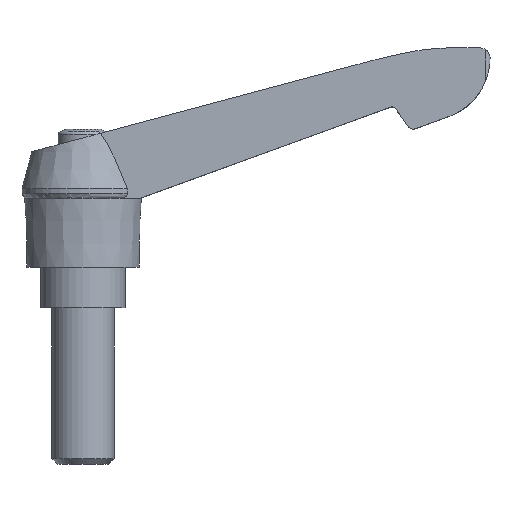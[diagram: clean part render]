
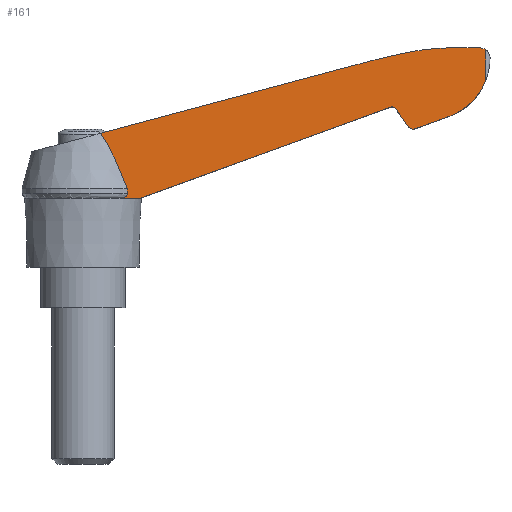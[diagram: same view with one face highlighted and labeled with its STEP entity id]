
A CAD part, top view. The second image highlights one B-rep face of the part: STEP entity #161.
In plain terms, the highlighted planar face has unit normal (0.034, 0, 0.999).
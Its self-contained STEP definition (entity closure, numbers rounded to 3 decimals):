
#161 = ADVANCED_FACE( '', ( #373 ), #374, .F. );
#373 = FACE_OUTER_BOUND( '', #639, .T. );
#374 = PLANE( '', #640 );
#639 = EDGE_LOOP( '', ( #1030, #1031, #1032, #1033, #1034, #1035, #1036, #1037, #1038, #1039, #1040, #1041, #1042, #1043, #1044, #1045 ) );
#640 = AXIS2_PLACEMENT_3D( '', #1046, #1047, #1048 );
#1030 = ORIENTED_EDGE( '', *, *, #1610, .F. );
#1031 = ORIENTED_EDGE( '', *, *, #1704, .T. );
#1032 = ORIENTED_EDGE( '', *, *, #1705, .F. );
#1033 = ORIENTED_EDGE( '', *, *, #1706, .F. );
#1034 = ORIENTED_EDGE( '', *, *, #1707, .T. );
#1035 = ORIENTED_EDGE( '', *, *, #1708, .F. );
#1036 = ORIENTED_EDGE( '', *, *, #1695, .F. );
#1037 = ORIENTED_EDGE( '', *, *, #1709, .F. );
#1038 = ORIENTED_EDGE( '', *, *, #1710, .F. );
#1039 = ORIENTED_EDGE( '', *, *, #1606, .F. );
#1040 = ORIENTED_EDGE( '', *, *, #1711, .F. );
#1041 = ORIENTED_EDGE( '', *, *, #1712, .F. );
#1042 = ORIENTED_EDGE( '', *, *, #1681, .F. );
#1043 = ORIENTED_EDGE( '', *, *, #1713, .F. );
#1044 = ORIENTED_EDGE( '', *, *, #1714, .F. );
#1045 = ORIENTED_EDGE( '', *, *, #1715, .F. );
#1046 = CARTESIAN_POINT( '', ( 0., 46.5, 6.943 ) );
#1047 = DIRECTION( '', ( -0.034, 0., -0.999 ) );
#1048 = DIRECTION( '', ( -0.999, 0., 0.034 ) );
#1606 = EDGE_CURVE( '', #1924, #1927, #1928, .T. );
#1610 = EDGE_CURVE( '', #1932, #1934, #1935, .T. );
#1681 = EDGE_CURVE( '', #2054, #2049, #2056, .T. );
#1695 = EDGE_CURVE( '', #2078, #2073, #2080, .T. );
#1704 = EDGE_CURVE( '', #1932, #2091, #2092, .T. );
#1705 = EDGE_CURVE( '', #2093, #2091, #2094, .T. );
#1706 = EDGE_CURVE( '', #2095, #2093, #2096, .T. );
#1707 = EDGE_CURVE( '', #2095, #2097, #2098, .T. );
#1708 = EDGE_CURVE( '', #2073, #2097, #2099, .T. );
#1709 = EDGE_CURVE( '', #2100, #2078, #2101, .T. );
#1710 = EDGE_CURVE( '', #1927, #2100, #2102, .T. );
#1711 = EDGE_CURVE( '', #2103, #1924, #2104, .T. );
#1712 = EDGE_CURVE( '', #2049, #2103, #2105, .T. );
#1713 = EDGE_CURVE( '', #2106, #2054, #2107, .T. );
#1714 = EDGE_CURVE( '', #2108, #2106, #2109, .T. );
#1715 = EDGE_CURVE( '', #1934, #2108, #2110, .T. );
#1924 = VERTEX_POINT( '', #2381 );
#1927 = VERTEX_POINT( '', #2393 );
#1928 = LINE( '', #2394, #2395 );
#1932 = VERTEX_POINT( '', #2422 );
#1934 = VERTEX_POINT( '', #2424 );
#1935 = LINE( '', #2425, #2426 );
#2049 = VERTEX_POINT( '', #2571 );
#2054 = VERTEX_POINT( '', #2577 );
#2056 = ELLIPSE( '', #2580, 35.02, 35. );
#2073 = VERTEX_POINT( '', #2602 );
#2078 = VERTEX_POINT( '', #2608 );
#2080 = ELLIPSE( '', #2611, 1.001, 1. );
#2091 = VERTEX_POINT( '', #2634 );
#2092 = B_SPLINE_CURVE_WITH_KNOTS( '', 3, ( #2635, #2636, #2637, #2638, #2639, #2640 ), .UNSPECIFIED., .F., .F., ( 4, 2, 4 ), ( 0., 0.001, 0.001 ), .UNSPECIFIED. );
#2093 = VERTEX_POINT( '', #2641 );
#2094 = LINE( '', #2642, #2643 );
#2095 = VERTEX_POINT( '', #2644 );
#2096 = LINE( '', #2645, #2646 );
#2097 = VERTEX_POINT( '', #2647 );
#2098 = ELLIPSE( '', #2648, 0.7, 0.7 );
#2099 = LINE( '', #2649, #2650 );
#2100 = VERTEX_POINT( '', #2651 );
#2101 = LINE( '', #2652, #2653 );
#2102 = ELLIPSE( '', #2654, 10.006, 10. );
#2103 = VERTEX_POINT( '', #2655 );
#2104 = ELLIPSE( '', #2656, 1.601, 1.6 );
#2105 = ELLIPSE( '', #2657, 35.02, 35. );
#2106 = VERTEX_POINT( '', #2658 );
#2107 = ELLIPSE( '', #2659, 141.08, 141. );
#2108 = VERTEX_POINT( '', #2660 );
#2109 = LINE( '', #2661, #2662 );
#2110 = B_SPLINE_CURVE_WITH_KNOTS( '', 3, ( #2663, #2664, #2665, #2666, #2667, #2668, #2669, #2670, #2671, #2672, #2673, #2674 ), .UNSPECIFIED., .F., .F., ( 4, 2, 2, 2, 2, 4 ), ( 0., 0.002, 0.005, 0.007, 0.009, 0.01 ), .UNSPECIFIED. );
#2381 = CARTESIAN_POINT( '', ( 64.324, 41.207, 4.773 ) );
#2393 = CARTESIAN_POINT( '', ( 64.324, 36.302, 4.773 ) );
#2394 = CARTESIAN_POINT( '', ( 64.324, 46.5, 4.773 ) );
#2395 = VECTOR( '', #3068, 1000. );
#2422 = CARTESIAN_POINT( '', ( 7.079, 18.24, 6.704 ) );
#2424 = CARTESIAN_POINT( '', ( 7.079, 19., 6.704 ) );
#2425 = CARTESIAN_POINT( '', ( 7.079, 55.578, 6.704 ) );
#2426 = VECTOR( '', #3072, 1000. );
#2571 = CARTESIAN_POINT( '', ( 59.7, 41.5, 4.929 ) );
#2577 = CARTESIAN_POINT( '', ( 53., 41., 5.155 ) );
#2580 = AXIS2_PLACEMENT_3D( '', #3172, #3173, #3174 );
#2602 = CARTESIAN_POINT( '', ( 51.927, 28.962, 5.191 ) );
#2608 = CARTESIAN_POINT( '', ( 53.088, 28.596, 5.152 ) );
#2611 = AXIS2_PLACEMENT_3D( '', #3191, #3192, #3193 );
#2634 = CARTESIAN_POINT( '', ( 6.456, 17.5, 6.725 ) );
#2635 = CARTESIAN_POINT( '', ( 7.079, 18.24, 6.704 ) );
#2636 = CARTESIAN_POINT( '', ( 7.06, 18.071, 6.705 ) );
#2637 = CARTESIAN_POINT( '', ( 6.979, 17.916, 6.707 ) );
#2638 = CARTESIAN_POINT( '', ( 6.752, 17.666, 6.715 ) );
#2639 = CARTESIAN_POINT( '', ( 6.61, 17.571, 6.72 ) );
#2640 = CARTESIAN_POINT( '', ( 6.456, 17.5, 6.725 ) );
#2641 = CARTESIAN_POINT( '', ( 9.2, 17.5, 6.633 ) );
#2642 = CARTESIAN_POINT( '', ( -0.095, 17.5, 6.946 ) );
#2643 = VECTOR( '', #3200, 1000. );
#2644 = CARTESIAN_POINT( '', ( 49.14, 32.037, 5.285 ) );
#2645 = CARTESIAN_POINT( '', ( 9.107, 17.466, 6.636 ) );
#2646 = VECTOR( '', #3201, 1000. );
#2647 = CARTESIAN_POINT( '', ( 49.953, 31.781, 5.258 ) );
#2648 = AXIS2_PLACEMENT_3D( '', #3202, #3203, #3204 );
#2649 = CARTESIAN_POINT( '', ( 49.903, 31.852, 5.259 ) );
#2650 = VECTOR( '', #3205, 1000. );
#2651 = CARTESIAN_POINT( '', ( 57.9, 30.347, 4.99 ) );
#2652 = CARTESIAN_POINT( '', ( 52.951, 28.546, 5.156 ) );
#2653 = VECTOR( '', #3206, 1000. );
#2654 = AXIS2_PLACEMENT_3D( '', #3207, #3208, #3209 );
#2655 = CARTESIAN_POINT( '', ( 63.6, 41.487, 4.797 ) );
#2656 = AXIS2_PLACEMENT_3D( '', #3210, #3211, #3212 );
#2657 = AXIS2_PLACEMENT_3D( '', #3213, #3214, #3215 );
#2658 = CARTESIAN_POINT( '', ( 43.4, 38.746, 5.479 ) );
#2659 = AXIS2_PLACEMENT_3D( '', #3216, #3217, #3218 );
#2660 = CARTESIAN_POINT( '', ( 2.77, 27.859, 6.849 ) );
#2661 = CARTESIAN_POINT( '', ( 43.266, 38.71, 5.483 ) );
#2662 = VECTOR( '', #3219, 1000. );
#2663 = CARTESIAN_POINT( '', ( 7.079, 19., 6.704 ) );
#2664 = CARTESIAN_POINT( '', ( 6.787, 19.77, 6.714 ) );
#2665 = CARTESIAN_POINT( '', ( 6.487, 20.537, 6.724 ) );
#2666 = CARTESIAN_POINT( '', ( 5.863, 22.061, 6.745 ) );
#2667 = CARTESIAN_POINT( '', ( 5.539, 22.819, 6.756 ) );
#2668 = CARTESIAN_POINT( '', ( 4.854, 24.317, 6.779 ) );
#2669 = CARTESIAN_POINT( '', ( 4.492, 25.057, 6.791 ) );
#2670 = CARTESIAN_POINT( '', ( 3.899, 26.141, 6.811 ) );
#2671 = CARTESIAN_POINT( '', ( 3.693, 26.497, 6.818 ) );
#2672 = CARTESIAN_POINT( '', ( 3.254, 27.194, 6.833 ) );
#2673 = CARTESIAN_POINT( '', ( 3.022, 27.535, 6.841 ) );
#2674 = CARTESIAN_POINT( '', ( 2.77, 27.859, 6.849 ) );
#3068 = DIRECTION( '', ( 0., -1., 0. ) );
#3072 = DIRECTION( '', ( 0., 1., 0. ) );
#3172 = CARTESIAN_POINT( '', ( 58.943, 6.508, 4.954 ) );
#3173 = DIRECTION( '', ( -0.034, 0., -0.999 ) );
#3174 = DIRECTION( '', ( 0.999, 0., -0.034 ) );
#3191 = CARTESIAN_POINT( '', ( 52.746, 29.535, 5.163 ) );
#3192 = DIRECTION( '', ( -0.034, 0., -0.999 ) );
#3193 = DIRECTION( '', ( 0.999, 0., -0.034 ) );
#3200 = DIRECTION( '', ( -0.999, 0., 0.034 ) );
#3201 = DIRECTION( '', ( -0.939, -0.342, 0.032 ) );
#3202 = CARTESIAN_POINT( '', ( 49.38, 31.379, 5.277 ) );
#3203 = DIRECTION( '', ( -0.034, 0., -0.999 ) );
#3204 = DIRECTION( '', ( 0.999, 0., -0.034 ) );
#3205 = DIRECTION( '', ( -0.573, 0.819, 0.019 ) );
#3206 = DIRECTION( '', ( -0.939, -0.342, 0.032 ) );
#3207 = CARTESIAN_POINT( '', ( 55., 39.917, 5.087 ) );
#3208 = DIRECTION( '', ( -0.034, 0., -0.999 ) );
#3209 = DIRECTION( '', ( 0.999, 0., -0.034 ) );
#3210 = CARTESIAN_POINT( '', ( 63.4, 39.9, 4.804 ) );
#3211 = DIRECTION( '', ( -0.034, 0., -0.999 ) );
#3212 = DIRECTION( '', ( 0.999, 0., -0.034 ) );
#3213 = CARTESIAN_POINT( '', ( 61.538, 6.548, 4.867 ) );
#3214 = DIRECTION( '', ( -0.034, 0., -0.999 ) );
#3215 = DIRECTION( '', ( 0.999, 0., -0.034 ) );
#3216 = CARTESIAN_POINT( '', ( 80.407, -97.311, 4.23 ) );
#3217 = DIRECTION( '', ( -0.034, 0., -0.999 ) );
#3218 = DIRECTION( '', ( 0.999, 0., -0.034 ) );
#3219 = DIRECTION( '', ( 0.965, 0.259, -0.033 ) );
